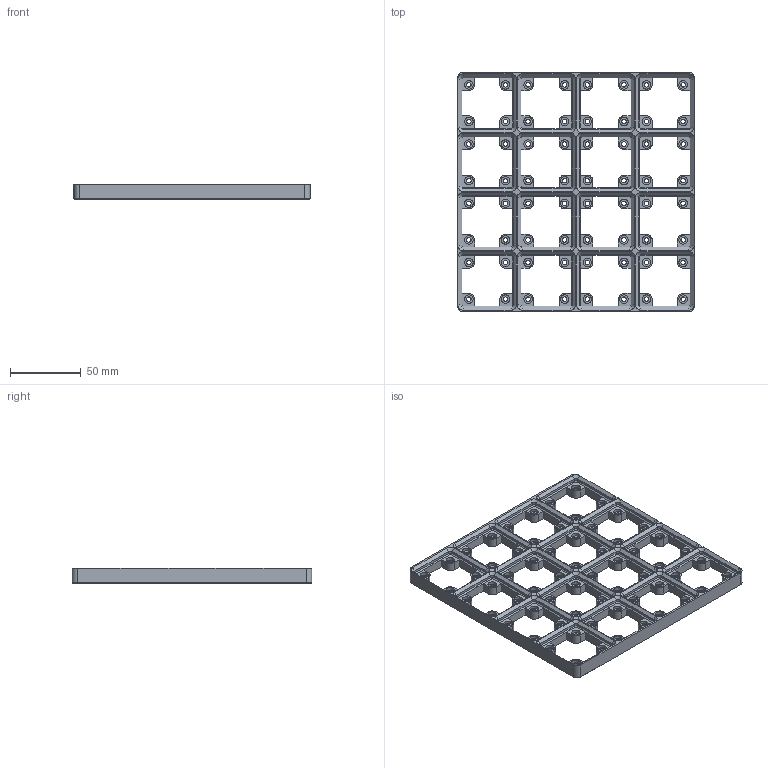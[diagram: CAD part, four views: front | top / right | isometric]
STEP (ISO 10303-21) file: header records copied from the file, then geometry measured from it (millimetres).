
FILE_DESCRIPTION(/* description */ (''),/* implementation_level */ '2;1');
FILE_NAME(/* name */ 'Hardware-Baseplate-4x4.step',/* time_stamp */ '2024-08-07T22:09:10-04:00',/* author */ (''),/* organization */ (''),/* preprocessor_version */ 'ST-DEVELOPER v20',/* originating_system */ 'Autodesk Translation Framework v13.14.0.145',/* authorisation */ '');
FILE_SCHEMA (('AUTOMOTIVE_DESIGN { 1 0 10303 214 3 1 1 }'));
Length unit declared in the file: millimetre
Products named in the file (1): Hardware-Baseplate-4x4
Bounding box: 167.5 x 169.9 x 10.9 mm (x, y, z)
Volume: 95548.8 mm3; surface area: 57617.9 mm2
Topology: 1 solids, 1 shells, 1042 faces, 2416 edges, 1432 vertices
Faces by surface type: plane 522, cylinder 324, cone 196
Full cylindrical faces by diameter (mm): 3.2 x64, 6 x64, 6.05 x64
Entity records: 29365 total; most frequent: DIRECTION 5282, CARTESIAN_POINT 4891, ORIENTED_EDGE 4832, EDGE_CURVE 2416, AXIS2_PLACEMENT_3D 1823, LINE 1636, VECTOR 1636, VERTEX_POINT 1432
